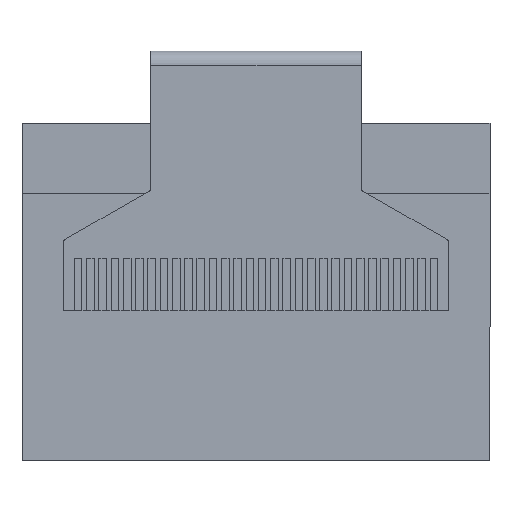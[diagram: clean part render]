
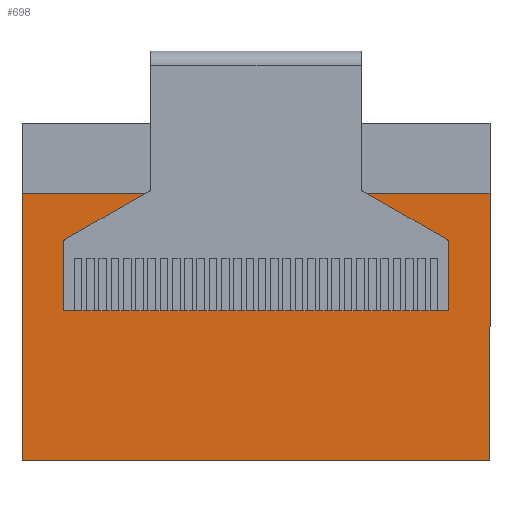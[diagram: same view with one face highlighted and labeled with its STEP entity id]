
A CAD part, front view. The second image highlights one B-rep face of the part: STEP entity #698.
In plain terms, the highlighted planar face has unit normal (0, -1, 0).
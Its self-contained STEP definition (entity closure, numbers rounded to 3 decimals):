
#330 = VECTOR ( 'NONE', #783, 1000. ) ;
#698 = ADVANCED_FACE ( 'NONE', ( #7641 ), #10953, .F. ) ;
#783 = DIRECTION ( 'NONE',  ( 1., 0., 0. ) ) ;
#1003 = ORIENTED_EDGE ( 'NONE', *, *, #6895, .F. ) ;
#1174 = ORIENTED_EDGE ( 'NONE', *, *, #12975, .F. ) ;
#1555 = LINE ( 'NONE', #2575, #10800 ) ;
#1909 = DIRECTION ( 'NONE',  ( 0., 0., -1. ) ) ;
#1985 = LINE ( 'NONE', #10227, #11182 ) ;
#2006 = CARTESIAN_POINT ( 'NONE',  ( -8.567, 2.121, 25.654 ) ) ;
#2055 = CARTESIAN_POINT ( 'NONE',  ( 11.583, 2.121, 4.074 ) ) ;
#2448 = CARTESIAN_POINT ( 'NONE',  ( -15.117, 2.121, 19.334 ) ) ;
#2575 = CARTESIAN_POINT ( 'NONE',  ( -15.117, 2.121, -0.346 ) ) ;
#2716 = EDGE_CURVE ( 'NONE', #3623, #5285, #1555, .T. ) ;
#2839 = CARTESIAN_POINT ( 'NONE',  ( -15.117, 2.121, 4.074 ) ) ;
#3089 = VERTEX_POINT ( 'NONE', #2055 ) ;
#3623 = VERTEX_POINT ( 'NONE', #2839 ) ;
#5174 = EDGE_LOOP ( 'NONE', ( #6721, #1174, #12141, #1003 ) ) ;
#5285 = VERTEX_POINT ( 'NONE', #2448 ) ;
#5969 = DIRECTION ( 'NONE',  ( 0., 0., 1. ) ) ;
#6122 = AXIS2_PLACEMENT_3D ( 'NONE', #2006, #7499, #7568 ) ;
#6721 = ORIENTED_EDGE ( 'NONE', *, *, #9365, .F. ) ;
#6895 = EDGE_CURVE ( 'NONE', #3089, #3623, #13676, .T. ) ;
#7224 = VERTEX_POINT ( 'NONE', #9764 ) ;
#7499 = DIRECTION ( 'NONE',  ( 0., 1., 0. ) ) ;
#7568 = DIRECTION ( 'NONE',  ( 0., 0., 1. ) ) ;
#7641 = FACE_OUTER_BOUND ( 'NONE', #5174, .T. ) ;
#9228 = VECTOR ( 'NONE', #11613, 1000. ) ;
#9319 = CARTESIAN_POINT ( 'NONE',  ( -1.767, 2.121, 19.334 ) ) ;
#9365 = EDGE_CURVE ( 'NONE', #7224, #3089, #1985, .T. ) ;
#9764 = CARTESIAN_POINT ( 'NONE',  ( 11.583, 2.121, 19.334 ) ) ;
#10227 = CARTESIAN_POINT ( 'NONE',  ( 11.583, 2.121, -0.346 ) ) ;
#10800 = VECTOR ( 'NONE', #5969, 1000. ) ;
#10953 = PLANE ( 'NONE',  #6122 ) ;
#11182 = VECTOR ( 'NONE', #1909, 1000. ) ;
#11613 = DIRECTION ( 'NONE',  ( -1., 0., 0. ) ) ;
#12141 = ORIENTED_EDGE ( 'NONE', *, *, #2716, .F. ) ;
#12679 = LINE ( 'NONE', #9319, #330 ) ;
#12975 = EDGE_CURVE ( 'NONE', #5285, #7224, #12679, .T. ) ;
#13535 = CARTESIAN_POINT ( 'NONE',  ( -1.767, 2.121, 4.074 ) ) ;
#13676 = LINE ( 'NONE', #13535, #9228 ) ;
